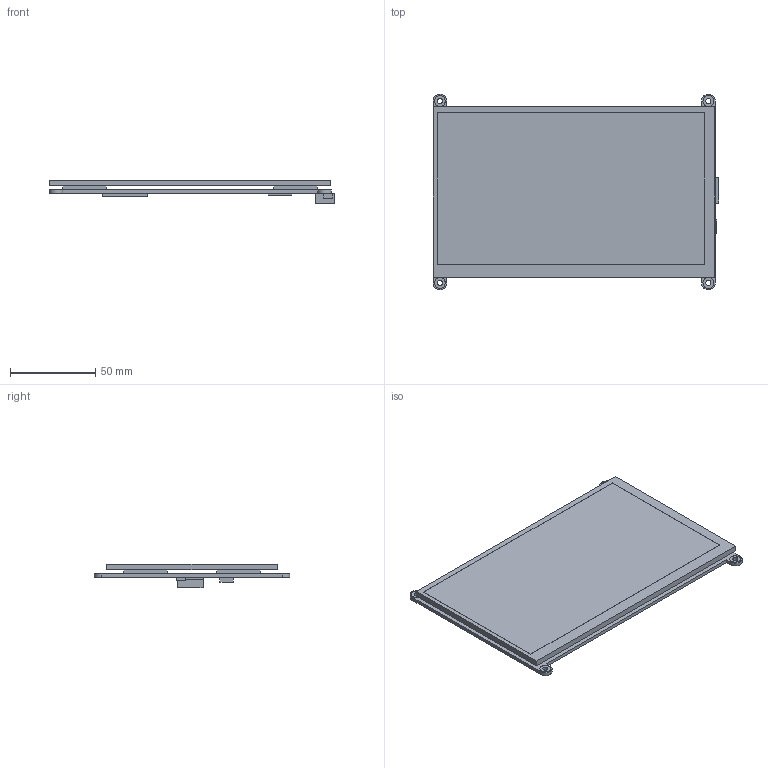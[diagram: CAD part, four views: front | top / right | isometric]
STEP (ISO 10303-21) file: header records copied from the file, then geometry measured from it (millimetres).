
FILE_DESCRIPTION (( 'STEP AP214' ), '1' );
FILE_NAME ('HDMI 7po adafruit.STEP', '2017-06-06T10:20:50', ( 'utilisateur' ), ( '' ), 'SwSTEP 2.0', 'SolidWorks 2017', '' );
FILE_SCHEMA (( 'AUTOMOTIVE_DESIGN' ));
Length unit declared in the file: millimetre
Products named in the file (2): HDMI 7po adafruit
Bounding box: 167.43 x 114.5 x 14.01 mm (x, y, z)
Volume: 97759.7 mm3; surface area: 65737.1 mm2
Topology: 1 solids, 1 shells, 103 faces, 260 edges, 172 vertices
Faces by surface type: plane 71, cylinder 32
Entity records: 3816 total; most frequent: CARTESIAN_POINT 537, DIRECTION 534, ORIENTED_EDGE 520, EDGE_CURVE 260, VECTOR 196, LINE 196, VERTEX_POINT 172, AXIS2_PLACEMENT_3D 169
